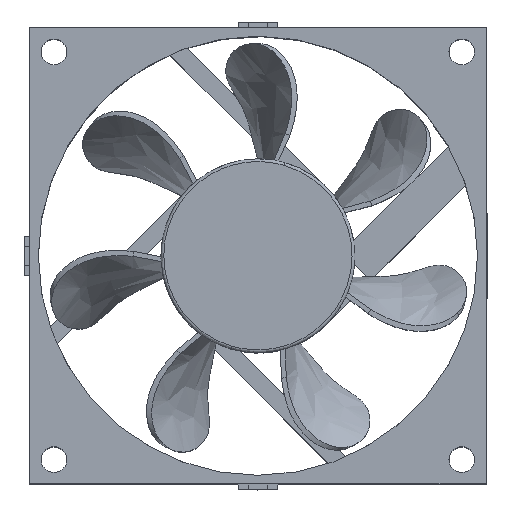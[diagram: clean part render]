
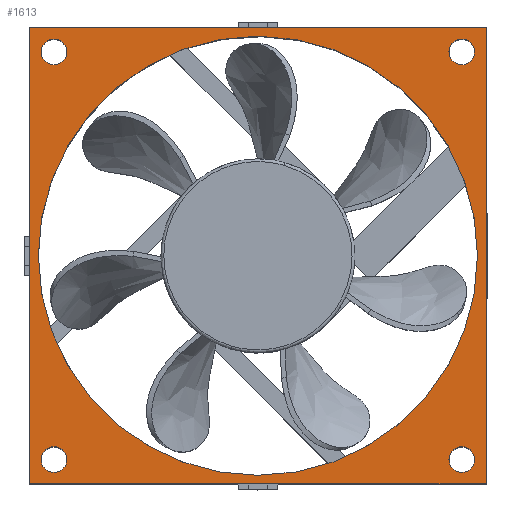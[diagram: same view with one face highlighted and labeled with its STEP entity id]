
A CAD part, top view. The second image highlights one B-rep face of the part: STEP entity #1613.
In plain terms, the highlighted planar face has unit normal (0, 0, 1).
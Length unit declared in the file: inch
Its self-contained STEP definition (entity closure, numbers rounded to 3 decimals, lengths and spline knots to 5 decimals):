
#262 = AXIS2_PLACEMENT_3D ( 'NONE', #11887, #8934, #1967 ) ;
#278 = AXIS2_PLACEMENT_3D ( 'NONE', #2816, #11227, #5824 ) ;
#486 = EDGE_CURVE ( 'NONE', #1656, #4972, #15669, .T. ) ;
#651 = CARTESIAN_POINT ( 'NONE',  ( -1.49606, -1.40748, 0.49213 ) ) ;
#1007 = AXIS2_PLACEMENT_3D ( 'NONE', #9966, #15414, #1566 ) ;
#1385 = DIRECTION ( 'NONE',  ( -1., 0., 0. ) ) ;
#1400 = EDGE_CURVE ( 'NONE', #2435, #5026, #17117, .T. ) ;
#1471 = CIRCLE ( 'NONE', #4799, 0.08858 ) ;
#1566 = DIRECTION ( 'NONE',  ( -1., 0., 0. ) ) ;
#1583 = DIRECTION ( 'NONE',  ( 0., 0., -1. ) ) ;
#1613 = ADVANCED_FACE ( 'NONE', ( #2469, #14708, #9472, #11016, #5321, #3330 ), #6990, .T. ) ;
#1623 = VECTOR ( 'NONE', #7074, 39.37008 ) ;
#1656 = VERTEX_POINT ( 'NONE', #15556 ) ;
#1967 = DIRECTION ( 'NONE',  ( -1., 0., 0. ) ) ;
#2333 = ORIENTED_EDGE ( 'NONE', *, *, #2555, .T. ) ;
#2435 = VERTEX_POINT ( 'NONE', #4066 ) ;
#2439 = CARTESIAN_POINT ( 'NONE',  ( 1.49606, -1.40748, 0.49213 ) ) ;
#2469 = FACE_BOUND ( 'NONE', #16997, .T. ) ;
#2555 = EDGE_CURVE ( 'NONE', #14958, #12359, #16937, .T. ) ;
#2605 = ORIENTED_EDGE ( 'NONE', *, *, #5414, .T. ) ;
#2709 = EDGE_CURVE ( 'NONE', #12720, #2435, #5370, .T. ) ;
#2816 = CARTESIAN_POINT ( 'NONE',  ( -1.5748, -1.5748, 0.49213 ) ) ;
#3062 = ORIENTED_EDGE ( 'NONE', *, *, #1400, .T. ) ;
#3279 = EDGE_CURVE ( 'NONE', #15702, #5608, #5320, .T. ) ;
#3303 = AXIS2_PLACEMENT_3D ( 'NONE', #9781, #8355, #1385 ) ;
#3330 = FACE_BOUND ( 'NONE', #9810, .T. ) ;
#3482 = DIRECTION ( 'NONE',  ( -1., 0., 0. ) ) ;
#4066 = CARTESIAN_POINT ( 'NONE',  ( -1.5748, -1.5748, 0.49213 ) ) ;
#4261 = LINE ( 'NONE', #12674, #8849 ) ;
#4333 = VERTEX_POINT ( 'NONE', #9683 ) ;
#4399 = ORIENTED_EDGE ( 'NONE', *, *, #10545, .T. ) ;
#4684 = AXIS2_PLACEMENT_3D ( 'NONE', #11281, #1583, #5761 ) ;
#4779 = CARTESIAN_POINT ( 'NONE',  ( -1.5748, 1.5748, 0.49213 ) ) ;
#4799 = AXIS2_PLACEMENT_3D ( 'NONE', #11160, #11031, #6860 ) ;
#4972 = VERTEX_POINT ( 'NONE', #17983 ) ;
#5009 = VECTOR ( 'NONE', #3482, 39.37008 ) ;
#5026 = VERTEX_POINT ( 'NONE', #12230 ) ;
#5320 = CIRCLE ( 'NONE', #1007, 0.08858 ) ;
#5321 = FACE_OUTER_BOUND ( 'NONE', #17548, .T. ) ;
#5370 = LINE ( 'NONE', #6898, #1623 ) ;
#5414 = EDGE_CURVE ( 'NONE', #13240, #14771, #17013, .T. ) ;
#5608 = VERTEX_POINT ( 'NONE', #17775 ) ;
#5761 = DIRECTION ( 'NONE',  ( -1., 0., 0. ) ) ;
#5771 = AXIS2_PLACEMENT_3D ( 'NONE', #8032, #14950, #7973 ) ;
#5824 = DIRECTION ( 'NONE',  ( 1., 0., 0. ) ) ;
#6233 = CARTESIAN_POINT ( 'NONE',  ( 1.3189, 1.40748, 0.49213 ) ) ;
#6331 = ORIENTED_EDGE ( 'NONE', *, *, #7612, .T. ) ;
#6385 = AXIS2_PLACEMENT_3D ( 'NONE', #16734, #15345, #9950 ) ;
#6860 = DIRECTION ( 'NONE',  ( -1., 0., 0. ) ) ;
#6898 = CARTESIAN_POINT ( 'NONE',  ( -1.5748, -1.5748, 0.49213 ) ) ;
#6915 = CARTESIAN_POINT ( 'NONE',  ( -1.40748, 1.40748, 0.49213 ) ) ;
#6962 = ORIENTED_EDGE ( 'NONE', *, *, #15264, .T. ) ;
#6990 = PLANE ( 'NONE',  #278 ) ;
#7074 = DIRECTION ( 'NONE',  ( 0., -1., 0. ) ) ;
#7187 = LINE ( 'NONE', #4779, #5009 ) ;
#7580 = EDGE_LOOP ( 'NONE', ( #10662, #10034 ) ) ;
#7612 = EDGE_CURVE ( 'NONE', #4972, #1656, #12112, .T. ) ;
#7699 = CARTESIAN_POINT ( 'NONE',  ( 1.3189, -1.40748, 0.49213 ) ) ;
#7736 = CIRCLE ( 'NONE', #262, 0.08858 ) ;
#7973 = DIRECTION ( 'NONE',  ( 1., 0., 0. ) ) ;
#8032 = CARTESIAN_POINT ( 'NONE',  ( 0., 0., 0.49213 ) ) ;
#8095 = CIRCLE ( 'NONE', #3303, 0.08858 ) ;
#8263 = CARTESIAN_POINT ( 'NONE',  ( -1.40748, -1.40748, 0.49213 ) ) ;
#8355 = DIRECTION ( 'NONE',  ( 0., 0., -1. ) ) ;
#8777 = ORIENTED_EDGE ( 'NONE', *, *, #2709, .T. ) ;
#8849 = VECTOR ( 'NONE', #12492, 39.37008 ) ;
#8901 = CIRCLE ( 'NONE', #12640, 0.08858 ) ;
#8934 = DIRECTION ( 'NONE',  ( 0., 0., -1. ) ) ;
#9102 = AXIS2_PLACEMENT_3D ( 'NONE', #8263, #15075, #12333 ) ;
#9176 = EDGE_LOOP ( 'NONE', ( #2333, #16982 ) ) ;
#9185 = CARTESIAN_POINT ( 'NONE',  ( -1.5748, -1.5748, 0.49213 ) ) ;
#9472 = FACE_BOUND ( 'NONE', #7580, .T. ) ;
#9523 = DIRECTION ( 'NONE',  ( 1., 0., 0. ) ) ;
#9683 = CARTESIAN_POINT ( 'NONE',  ( 1.5748, 1.5748, 0.49213 ) ) ;
#9781 = CARTESIAN_POINT ( 'NONE',  ( -1.40748, -1.40748, 0.49213 ) ) ;
#9810 = EDGE_LOOP ( 'NONE', ( #6331, #13916 ) ) ;
#9950 = DIRECTION ( 'NONE',  ( -1., 0., 0. ) ) ;
#9966 = CARTESIAN_POINT ( 'NONE',  ( -1.40748, 1.40748, 0.49213 ) ) ;
#10034 = ORIENTED_EDGE ( 'NONE', *, *, #10567, .T. ) ;
#10545 = EDGE_CURVE ( 'NONE', #16497, #15419, #1471, .T. ) ;
#10567 = EDGE_CURVE ( 'NONE', #5608, #15702, #8901, .T. ) ;
#10662 = ORIENTED_EDGE ( 'NONE', *, *, #3279, .T. ) ;
#11016 = FACE_BOUND ( 'NONE', #15281, .T. ) ;
#11031 = DIRECTION ( 'NONE',  ( 0., 0., -1. ) ) ;
#11160 = CARTESIAN_POINT ( 'NONE',  ( 1.40748, -1.40748, 0.49213 ) ) ;
#11227 = DIRECTION ( 'NONE',  ( 0., 0., 1. ) ) ;
#11281 = CARTESIAN_POINT ( 'NONE',  ( 1.40748, -1.40748, 0.49213 ) ) ;
#11389 = EDGE_CURVE ( 'NONE', #15419, #16497, #11542, .T. ) ;
#11542 = CIRCLE ( 'NONE', #4684, 0.08858 ) ;
#11681 = AXIS2_PLACEMENT_3D ( 'NONE', #16607, #13906, #9523 ) ;
#11887 = CARTESIAN_POINT ( 'NONE',  ( 1.40748, 1.40748, 0.49213 ) ) ;
#12112 = CIRCLE ( 'NONE', #11681, 1.51575 ) ;
#12216 = DIRECTION ( 'NONE',  ( 1., 0., 0. ) ) ;
#12230 = CARTESIAN_POINT ( 'NONE',  ( 1.5748, -1.5748, 0.49213 ) ) ;
#12333 = DIRECTION ( 'NONE',  ( -1., 0., 0. ) ) ;
#12359 = VERTEX_POINT ( 'NONE', #14330 ) ;
#12428 = ORIENTED_EDGE ( 'NONE', *, *, #17324, .T. ) ;
#12492 = DIRECTION ( 'NONE',  ( 0., 1., 0. ) ) ;
#12640 = AXIS2_PLACEMENT_3D ( 'NONE', #6915, #15308, #13877 ) ;
#12674 = CARTESIAN_POINT ( 'NONE',  ( 1.5748, -1.5748, 0.49213 ) ) ;
#12720 = VERTEX_POINT ( 'NONE', #13525 ) ;
#13240 = VERTEX_POINT ( 'NONE', #651 ) ;
#13525 = CARTESIAN_POINT ( 'NONE',  ( -1.5748, 1.5748, 0.49213 ) ) ;
#13877 = DIRECTION ( 'NONE',  ( -1., 0., 0. ) ) ;
#13906 = DIRECTION ( 'NONE',  ( 0., 0., -1. ) ) ;
#13912 = EDGE_CURVE ( 'NONE', #14771, #13240, #8095, .T. ) ;
#13916 = ORIENTED_EDGE ( 'NONE', *, *, #486, .T. ) ;
#14330 = CARTESIAN_POINT ( 'NONE',  ( 1.49606, 1.40748, 0.49213 ) ) ;
#14605 = ORIENTED_EDGE ( 'NONE', *, *, #13912, .T. ) ;
#14708 = FACE_BOUND ( 'NONE', #9176, .T. ) ;
#14771 = VERTEX_POINT ( 'NONE', #14995 ) ;
#14950 = DIRECTION ( 'NONE',  ( 0., 0., -1. ) ) ;
#14958 = VERTEX_POINT ( 'NONE', #6233 ) ;
#14995 = CARTESIAN_POINT ( 'NONE',  ( -1.3189, -1.40748, 0.49213 ) ) ;
#15075 = DIRECTION ( 'NONE',  ( 0., 0., -1. ) ) ;
#15264 = EDGE_CURVE ( 'NONE', #4333, #12720, #7187, .T. ) ;
#15281 = EDGE_LOOP ( 'NONE', ( #15651, #4399 ) ) ;
#15308 = DIRECTION ( 'NONE',  ( 0., 0., -1. ) ) ;
#15345 = DIRECTION ( 'NONE',  ( 0., 0., -1. ) ) ;
#15414 = DIRECTION ( 'NONE',  ( 0., 0., -1. ) ) ;
#15419 = VERTEX_POINT ( 'NONE', #7699 ) ;
#15556 = CARTESIAN_POINT ( 'NONE',  ( -1.51575, 0., 0.49213 ) ) ;
#15651 = ORIENTED_EDGE ( 'NONE', *, *, #11389, .T. ) ;
#15669 = CIRCLE ( 'NONE', #5771, 1.51575 ) ;
#15702 = VERTEX_POINT ( 'NONE', #15934 ) ;
#15934 = CARTESIAN_POINT ( 'NONE',  ( -1.49606, 1.40748, 0.49213 ) ) ;
#16497 = VERTEX_POINT ( 'NONE', #2439 ) ;
#16607 = CARTESIAN_POINT ( 'NONE',  ( 0., 0., 0.49213 ) ) ;
#16734 = CARTESIAN_POINT ( 'NONE',  ( 1.40748, 1.40748, 0.49213 ) ) ;
#16937 = CIRCLE ( 'NONE', #6385, 0.08858 ) ;
#16982 = ORIENTED_EDGE ( 'NONE', *, *, #18139, .T. ) ;
#16997 = EDGE_LOOP ( 'NONE', ( #2605, #14605 ) ) ;
#17013 = CIRCLE ( 'NONE', #9102, 0.08858 ) ;
#17117 = LINE ( 'NONE', #9185, #17992 ) ;
#17324 = EDGE_CURVE ( 'NONE', #5026, #4333, #4261, .T. ) ;
#17548 = EDGE_LOOP ( 'NONE', ( #6962, #8777, #3062, #12428 ) ) ;
#17775 = CARTESIAN_POINT ( 'NONE',  ( -1.3189, 1.40748, 0.49213 ) ) ;
#17983 = CARTESIAN_POINT ( 'NONE',  ( 1.51575, 0., 0.49213 ) ) ;
#17992 = VECTOR ( 'NONE', #12216, 39.37008 ) ;
#18139 = EDGE_CURVE ( 'NONE', #12359, #14958, #7736, .T. ) ;
